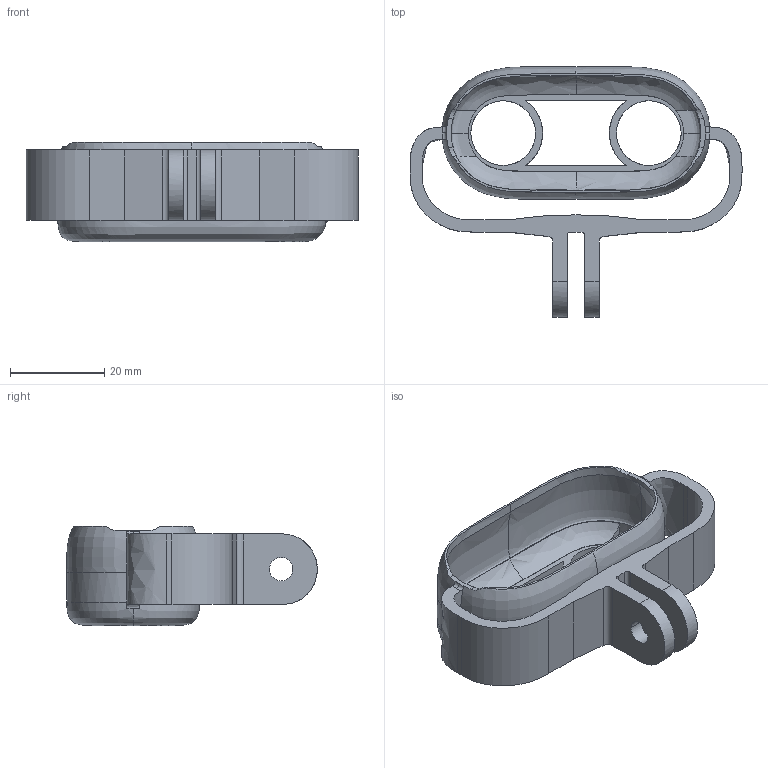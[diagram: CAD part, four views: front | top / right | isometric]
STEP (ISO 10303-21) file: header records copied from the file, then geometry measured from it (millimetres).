
FILE_DESCRIPTION(/* description */ (''),/* implementation_level */ '2;1');
FILE_NAME(/* name */ 'GO3FPV~3',/* time_stamp */ '2023-05-11T16:23:35+08:00',/* author */ (''),/* organization */ (''),/* preprocessor_version */ 'ST-DEVELOPER v16.5',/* originating_system */ '',/* authorisation */ '');
FILE_SCHEMA (('CONFIG_CONTROL_DESIGN'));
Length unit declared in the file: millimetre
Products named in the file (1): Document
Bounding box: 70.64 x 53.3 x 21.08 mm (x, y, z)
Volume: 12654.9 mm3; surface area: 11991.9 mm2
Topology: 1 solids, 1 shells, 104 faces, 291 edges, 187 vertices
Faces by surface type: bspline 63, plane 27, cylinder 14
Entity records: 17628 total; most frequent: CARTESIAN_POINT 15720, ORIENTED_EDGE 582, EDGE_CURVE 291, B_SPLINE_CURVE_WITH_KNOTS 249, VERTEX_POINT 187, EDGE_LOOP 114, ADVANCED_FACE 104, FACE_OUTER_BOUND 104
